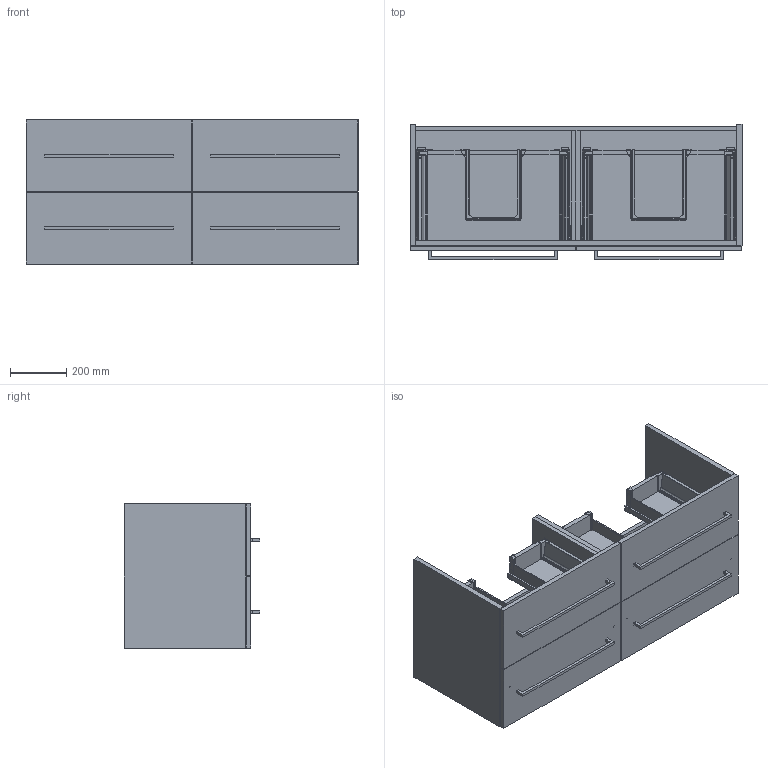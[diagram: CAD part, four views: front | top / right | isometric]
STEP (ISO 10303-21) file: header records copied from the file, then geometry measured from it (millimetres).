
FILE_DESCRIPTION(/* description */ (''),/* implementation_level */ '2;1');
FILE_NAME(/* name */ 'BX128_RFS.stp',/* time_stamp */ '2020-04-30T14:17:16+02:00',/* author */ ('StegeR'),/* organization */ (''),/* preprocessor_version */ 'ST-DEVELOPER v16.1',/* originating_system */ 'Autodesk Inventor 2016',/* authorisation */ '');
FILE_SCHEMA (('AUTOMOTIVE_DESIGN { 1 0 10303 214 3 1 1 }'));
Products named in the file (1): BX128_RFS
Bounding box: 1180 x 482 x 514 mm (x, y, z)
Volume: 45467405.2 mm3; surface area: 8056775.6 mm2
Topology: 99 solids, 99 shells, 5510 faces, 15888 edges, 10572 vertices
Faces by surface type: plane 3732, cylinder 1214, cone 548, torus 12, bspline 4
Full cylindrical faces by diameter (mm): 1.5 x4, 2.357 x4, 3.5 x8, 4 x24, 5 x12, 6 x20, 7.5 x24, 8.5 x4, 9.5 x4, 10.5 x8, 11 x4, 12 x4
Entity records: 179058 total; most frequent: CARTESIAN_POINT 35043, ORIENTED_EDGE 31152, DIRECTION 28746, EDGE_CURVE 15560, LINE 11124, VECTOR 11124, VERTEX_POINT 10480, AXIS2_PLACEMENT_3D 8811
